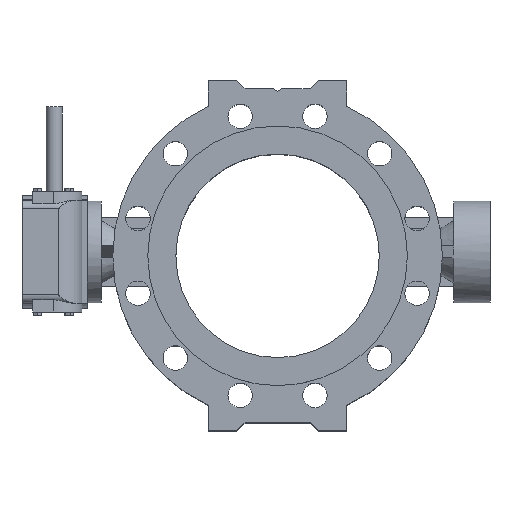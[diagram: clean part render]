
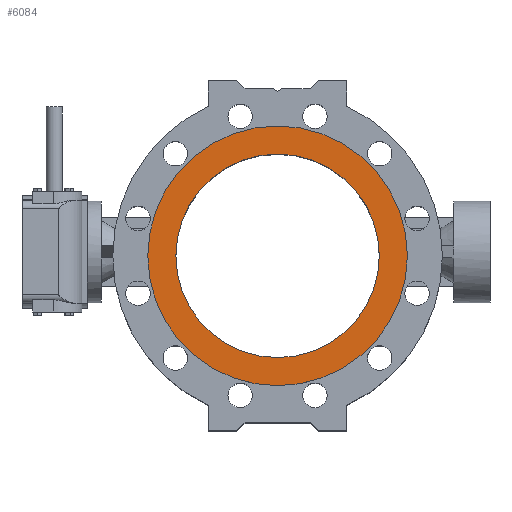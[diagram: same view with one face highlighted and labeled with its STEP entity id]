
A CAD part, top view. The second image highlights one B-rep face of the part: STEP entity #6084.
In plain terms, the highlighted planar face has unit normal (0, 0, 1).
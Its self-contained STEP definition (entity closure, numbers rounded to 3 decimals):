
#152 = CIRCLE ( 'NONE', #11420, 125. ) ;
#192 = CIRCLE ( 'NONE', #11425, 159.5 ) ;
#878 = AXIS2_PLACEMENT_3D ( 'NONE', #10730, #10738, #10740 ) ;
#3182 = CARTESIAN_POINT ( 'NONE',  ( 0., 120., 125. ) ) ;
#3187 = CARTESIAN_POINT ( 'NONE',  ( 0., 154.5, 125. ) ) ;
#4184 = EDGE_LOOP ( 'NONE', ( #8546 ) ) ;
#4185 = EDGE_LOOP ( 'NONE', ( #8549 ) ) ;
#6084 = ADVANCED_FACE ( 'NONE', ( #6302, #6307 ), #10735, .F. ) ;
#6302 = FACE_OUTER_BOUND ( 'NONE', #4184, .T. ) ;
#6307 = FACE_BOUND ( 'NONE', #4185, .T. ) ;
#8546 = ORIENTED_EDGE ( 'NONE', *, *, #9411, .F. ) ;
#8549 = ORIENTED_EDGE ( 'NONE', *, *, #9394, .T. ) ;
#9394 = EDGE_CURVE ( 'NONE', #14549, #14549, #152, .T. ) ;
#9411 = EDGE_CURVE ( 'NONE', #14554, #14554, #192, .T. ) ;
#10730 = CARTESIAN_POINT ( 'NONE',  ( 0., -5., 125. ) ) ;
#10735 = PLANE ( 'NONE',  #878 ) ;
#10738 = DIRECTION ( 'NONE',  ( 0., 0., -1. ) ) ;
#10740 = DIRECTION ( 'NONE',  ( 0., 1., 0. ) ) ;
#11420 = AXIS2_PLACEMENT_3D ( 'NONE', #17433, #17434, #17435 ) ;
#11425 = AXIS2_PLACEMENT_3D ( 'NONE', #17476, #17477, #17478 ) ;
#14549 = VERTEX_POINT ( 'NONE', #3182 ) ;
#14554 = VERTEX_POINT ( 'NONE', #3187 ) ;
#17433 = CARTESIAN_POINT ( 'NONE',  ( 0., -5., 125. ) ) ;
#17434 = DIRECTION ( 'NONE',  ( 0., 0., -1. ) ) ;
#17435 = DIRECTION ( 'NONE',  ( 0., 1., 0. ) ) ;
#17476 = CARTESIAN_POINT ( 'NONE',  ( 0., -5., 125. ) ) ;
#17477 = DIRECTION ( 'NONE',  ( 0., 0., -1. ) ) ;
#17478 = DIRECTION ( 'NONE',  ( 0., 1., 0. ) ) ;
